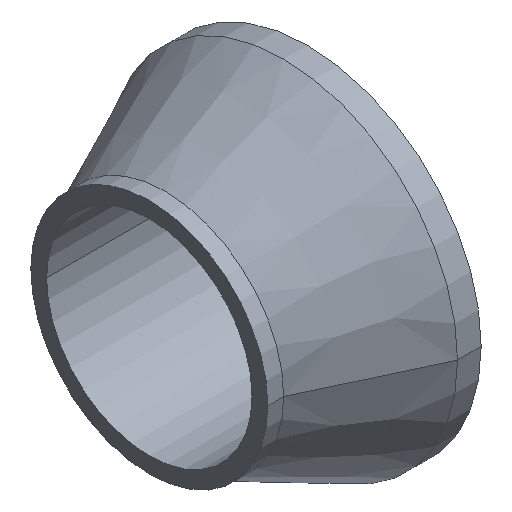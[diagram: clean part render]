
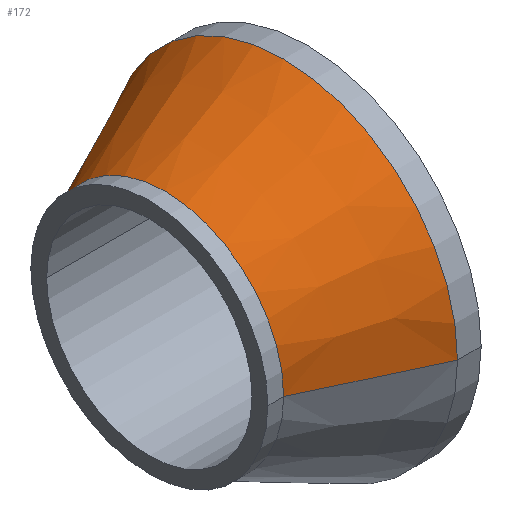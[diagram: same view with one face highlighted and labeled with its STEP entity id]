
A CAD part, isometric view. The second image highlights one B-rep face of the part: STEP entity #172.
In plain terms, the highlighted conical face has half-angle 25.017 degrees and reference radius 220 mm.
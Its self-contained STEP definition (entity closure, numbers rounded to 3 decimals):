
#33 = ORIENTED_EDGE ( 'NONE', *, *, #280, .F. ) ;
#49 = CARTESIAN_POINT ( 'NONE',  ( -180., 0., 0. ) ) ;
#61 = VERTEX_POINT ( 'NONE', #278 ) ;
#62 = AXIS2_PLACEMENT_3D ( 'NONE', #49, #281, #290 ) ;
#70 = CARTESIAN_POINT ( 'NONE',  ( -30., 0., 0. ) ) ;
#74 = ORIENTED_EDGE ( 'NONE', *, *, #200, .T. ) ;
#77 = CARTESIAN_POINT ( 'NONE',  ( -180., -150., 0. ) ) ;
#78 = CARTESIAN_POINT ( 'NONE',  ( -30., 220., 0. ) ) ;
#100 = EDGE_CURVE ( 'NONE', #61, #222, #201, .T. ) ;
#103 = DIRECTION ( 'NONE',  ( 0., 1., 0. ) ) ;
#121 = LINE ( 'NONE', #78, #306 ) ;
#122 = CARTESIAN_POINT ( 'NONE',  ( -30., -220., 0. ) ) ;
#123 = FACE_OUTER_BOUND ( 'NONE', #279, .T. ) ;
#126 = VERTEX_POINT ( 'NONE', #77 ) ;
#131 = DIRECTION ( 'NONE',  ( 0.906, -0.423, 0. ) ) ;
#172 = ADVANCED_FACE ( 'NONE', ( #123 ), #343, .T. ) ;
#179 = ORIENTED_EDGE ( 'NONE', *, *, #204, .T. ) ;
#181 = DIRECTION ( 'NONE',  ( 1., 0., 0. ) ) ;
#182 = LINE ( 'NONE', #209, #213 ) ;
#185 = DIRECTION ( 'NONE',  ( 0.906, 0.423, 0. ) ) ;
#188 = AXIS2_PLACEMENT_3D ( 'NONE', #70, #348, #211 ) ;
#200 = EDGE_CURVE ( 'NONE', #126, #222, #182, .T. ) ;
#201 = CIRCLE ( 'NONE', #232, 220. ) ;
#203 = ORIENTED_EDGE ( 'NONE', *, *, #100, .F. ) ;
#204 = EDGE_CURVE ( 'NONE', #246, #126, #212, .T. ) ;
#209 = CARTESIAN_POINT ( 'NONE',  ( -30., -220., 0. ) ) ;
#211 = DIRECTION ( 'NONE',  ( 0., 1., 0. ) ) ;
#212 = CIRCLE ( 'NONE', #62, 150. ) ;
#213 = VECTOR ( 'NONE', #131, 1000. ) ;
#222 = VERTEX_POINT ( 'NONE', #122 ) ;
#232 = AXIS2_PLACEMENT_3D ( 'NONE', #337, #181, #103 ) ;
#246 = VERTEX_POINT ( 'NONE', #317 ) ;
#278 = CARTESIAN_POINT ( 'NONE',  ( -30., 220., 0. ) ) ;
#279 = EDGE_LOOP ( 'NONE', ( #179, #74, #203, #33 ) ) ;
#280 = EDGE_CURVE ( 'NONE', #246, #61, #121, .T. ) ;
#281 = DIRECTION ( 'NONE',  ( 1., 0., 0. ) ) ;
#290 = DIRECTION ( 'NONE',  ( 0., 1., 0. ) ) ;
#306 = VECTOR ( 'NONE', #185, 1000. ) ;
#317 = CARTESIAN_POINT ( 'NONE',  ( -180., 150., 0. ) ) ;
#337 = CARTESIAN_POINT ( 'NONE',  ( -30., 0., 0. ) ) ;
#343 = CONICAL_SURFACE ( 'NONE', #188, 220., 0.437 ) ;
#348 = DIRECTION ( 'NONE',  ( 1., 0., 0. ) ) ;
